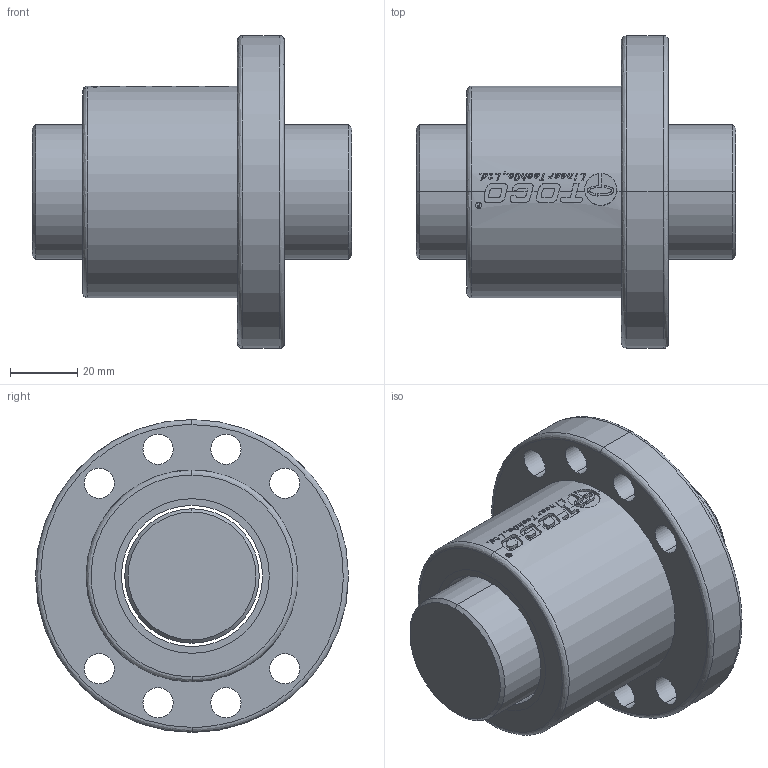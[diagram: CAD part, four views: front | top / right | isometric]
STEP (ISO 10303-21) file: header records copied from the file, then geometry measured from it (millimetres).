
FILE_DESCRIPTION (( 'STEP AP203' ), '1' );
FILE_NAME ('SFU04006.STEP', '2019-04-04T07:23:04', ( '' ), ( '' ), 'SwSTEP 2.0', 'SolidWorks 2015', '' );
FILE_SCHEMA (( 'CONFIG_CONTROL_DESIGN' ));
Length unit declared in the file: millimetre
Products named in the file (1): SFU04006
Bounding box: 95 x 93 x 93 mm (x, y, z)
Volume: 266914.6 mm3; surface area: 52705 mm2
Topology: 4 solids, 4 shells, 688 faces, 1931 edges, 1284 vertices
Faces by surface type: plane 606, cylinder 51, bspline 27, cone 4
Entity records: 24036 total; most frequent: CARTESIAN_POINT 7698, ORIENTED_EDGE 3862, DIRECTION 2817, EDGE_CURVE 1931, LINE 1285, VECTOR 1285, VERTEX_POINT 1284, AXIS2_PLACEMENT_3D 766
